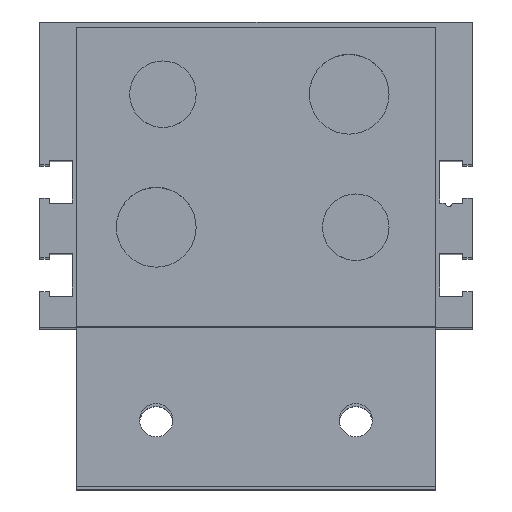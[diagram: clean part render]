
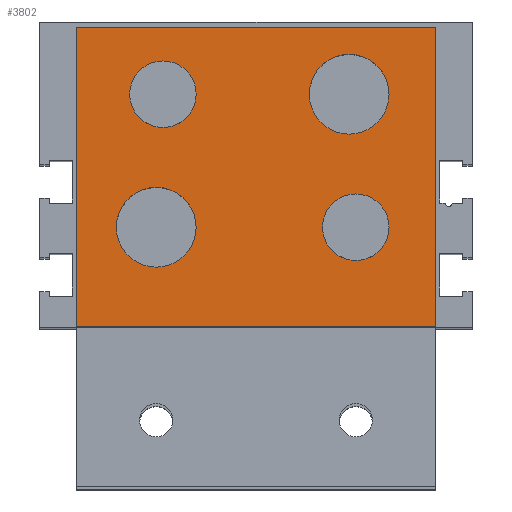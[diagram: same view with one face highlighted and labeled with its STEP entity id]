
A CAD part, top view. The second image highlights one B-rep face of the part: STEP entity #3802.
In plain terms, the highlighted planar face has unit normal (0, 0, 1).
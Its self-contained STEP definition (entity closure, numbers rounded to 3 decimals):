
#491 = CARTESIAN_POINT ( 'NONE',  ( -9., 12., 148. ) ) ;
#498 = CARTESIAN_POINT ( 'NONE',  ( -19., 12., 148. ) ) ;
#1002 = DIRECTION ( 'NONE',  ( 0., 0., 1. ) ) ;
#1003 = CARTESIAN_POINT ( 'NONE',  ( -15., -8., 148. ) ) ;
#1006 = AXIS2_PLACEMENT_3D ( 'NONE', #1003, #1002, #1009 ) ;
#1007 = CIRCLE ( 'NONE', #1006, 6. ) ;
#1009 = DIRECTION ( 'NONE',  ( 1., 0., 0. ) ) ;
#1342 = VERTEX_POINT ( 'NONE', #2112 ) ;
#1343 = VERTEX_POINT ( 'NONE', #2111 ) ;
#1344 = EDGE_CURVE ( 'NONE', #1343, #1342, #1899, .T. ) ;
#1575 = CIRCLE ( 'NONE', #1577, 5. ) ;
#1576 = CARTESIAN_POINT ( 'NONE',  ( 15., -8., 148. ) ) ;
#1577 = AXIS2_PLACEMENT_3D ( 'NONE', #1576, #1585, #1590 ) ;
#1582 = DIRECTION ( 'NONE',  ( 0., 0., 1. ) ) ;
#1583 = DIRECTION ( 'NONE',  ( 1., 0., 0. ) ) ;
#1584 = AXIS2_PLACEMENT_3D ( 'NONE', #1586, #1582, #1583 ) ;
#1585 = DIRECTION ( 'NONE',  ( 0., 0., 1. ) ) ;
#1586 = CARTESIAN_POINT ( 'NONE',  ( -14., 12., 148. ) ) ;
#1587 = CIRCLE ( 'NONE', #1584, 5. ) ;
#1590 = DIRECTION ( 'NONE',  ( 1., 0., 0. ) ) ;
#1611 = CARTESIAN_POINT ( 'NONE',  ( -15., -8., 148. ) ) ;
#1612 = CIRCLE ( 'NONE', #1617, 6. ) ;
#1613 = DIRECTION ( 'NONE',  ( 1., 0., 0. ) ) ;
#1617 = AXIS2_PLACEMENT_3D ( 'NONE', #1611, #1619, #1613 ) ;
#1619 = DIRECTION ( 'NONE',  ( 0., 0., 1. ) ) ;
#1669 = DIRECTION ( 'NONE',  ( 0., 1., 0. ) ) ;
#1670 = VECTOR ( 'NONE', #1669, 1000. ) ;
#1671 = CARTESIAN_POINT ( 'NONE',  ( 27., 22., 148. ) ) ;
#1672 = LINE ( 'NONE', #1671, #1670 ) ;
#1674 = DIRECTION ( 'NONE',  ( -1., 0., 0. ) ) ;
#1675 = VECTOR ( 'NONE', #1674, 1000. ) ;
#1676 = CARTESIAN_POINT ( 'NONE',  ( -27., -23., 148. ) ) ;
#1677 = LINE ( 'NONE', #1676, #1675 ) ;
#1680 = FACE_BOUND ( 'NONE', #3803, .T. ) ;
#1682 = CARTESIAN_POINT ( 'NONE',  ( -27., -47., 148. ) ) ;
#1683 = PLANE ( 'NONE',  #1685 ) ;
#1684 = CARTESIAN_POINT ( 'NONE',  ( -27., -23., 148. ) ) ;
#1685 = AXIS2_PLACEMENT_3D ( 'NONE', #1682, #1688, #1687 ) ;
#1686 = CARTESIAN_POINT ( 'NONE',  ( 27., 22., 148. ) ) ;
#1687 = DIRECTION ( 'NONE',  ( 1., 0., 0. ) ) ;
#1688 = DIRECTION ( 'NONE',  ( 0., 0., 1. ) ) ;
#1689 = FACE_BOUND ( 'NONE', #3825, .T. ) ;
#1690 = FACE_BOUND ( 'NONE', #3847, .T. ) ;
#1691 = FACE_OUTER_BOUND ( 'NONE', #3813, .T. ) ;
#1692 = FACE_BOUND ( 'NONE', #3812, .T. ) ;
#1695 = DIRECTION ( 'NONE',  ( 1., 0., 0. ) ) ;
#1696 = CIRCLE ( 'NONE', #1706, 6. ) ;
#1699 = CARTESIAN_POINT ( 'NONE',  ( 14., 12., 148. ) ) ;
#1700 = CARTESIAN_POINT ( 'NONE',  ( 27., -23., 148. ) ) ;
#1701 = DIRECTION ( 'NONE',  ( -1., 0., 0. ) ) ;
#1702 = VECTOR ( 'NONE', #1701, 1000. ) ;
#1703 = CARTESIAN_POINT ( 'NONE',  ( -27., 22., 148. ) ) ;
#1704 = LINE ( 'NONE', #1703, #1702 ) ;
#1706 = AXIS2_PLACEMENT_3D ( 'NONE', #1699, #1707, #1695 ) ;
#1707 = DIRECTION ( 'NONE',  ( 0., 0., 1. ) ) ;
#1729 = CARTESIAN_POINT ( 'NONE',  ( -27., 22., 148. ) ) ;
#1741 = DIRECTION ( 'NONE',  ( 1., 0., 0. ) ) ;
#1742 = DIRECTION ( 'NONE',  ( 0., 0., 1. ) ) ;
#1743 = CARTESIAN_POINT ( 'NONE',  ( -14., 12., 148. ) ) ;
#1744 = AXIS2_PLACEMENT_3D ( 'NONE', #1743, #1742, #1741 ) ;
#1745 = CIRCLE ( 'NONE', #1744, 5. ) ;
#1763 = DIRECTION ( 'NONE',  ( 0., -1., 0. ) ) ;
#1764 = VECTOR ( 'NONE', #1763, 1000. ) ;
#1765 = CARTESIAN_POINT ( 'NONE',  ( -27., 22., 148. ) ) ;
#1766 = LINE ( 'NONE', #1765, #1764 ) ;
#1899 = CIRCLE ( 'NONE', #1918, 5. ) ;
#1918 = AXIS2_PLACEMENT_3D ( 'NONE', #1919, #1922, #1920 ) ;
#1919 = CARTESIAN_POINT ( 'NONE',  ( 15., -8., 148. ) ) ;
#1920 = DIRECTION ( 'NONE',  ( 1., 0., 0. ) ) ;
#1922 = DIRECTION ( 'NONE',  ( 0., 0., 1. ) ) ;
#2111 = CARTESIAN_POINT ( 'NONE',  ( 20., -8., 148. ) ) ;
#2112 = CARTESIAN_POINT ( 'NONE',  ( 10., -8., 148. ) ) ;
#2523 = VERTEX_POINT ( 'NONE', #3728 ) ;
#2897 = VERTEX_POINT ( 'NONE', #3482 ) ;
#2898 = VERTEX_POINT ( 'NONE', #3491 ) ;
#2939 = EDGE_CURVE ( 'NONE', #2948, #2523, #3561, .T. ) ;
#2948 = VERTEX_POINT ( 'NONE', #3660 ) ;
#3002 = EDGE_CURVE ( 'NONE', #2897, #2898, #1007, .T. ) ;
#3363 = EDGE_CURVE ( 'NONE', #4256, #4273, #1587, .T. ) ;
#3482 = CARTESIAN_POINT ( 'NONE',  ( -21., -8., 148. ) ) ;
#3491 = CARTESIAN_POINT ( 'NONE',  ( -9., -8., 148. ) ) ;
#3557 = DIRECTION ( 'NONE',  ( 1., 0., 0. ) ) ;
#3558 = DIRECTION ( 'NONE',  ( 0., 0., 1. ) ) ;
#3559 = CARTESIAN_POINT ( 'NONE',  ( 14., 12., 148. ) ) ;
#3560 = AXIS2_PLACEMENT_3D ( 'NONE', #3559, #3558, #3557 ) ;
#3561 = CIRCLE ( 'NONE', #3560, 6. ) ;
#3660 = CARTESIAN_POINT ( 'NONE',  ( 8., 12., 148. ) ) ;
#3728 = CARTESIAN_POINT ( 'NONE',  ( 20., 12., 148. ) ) ;
#3782 = EDGE_CURVE ( 'NONE', #2898, #2897, #1612, .T. ) ;
#3802 = ADVANCED_FACE ( 'NONE', ( #1680, #1692, #1691, #1690, #1689 ), #1683, .T. ) ;
#3803 = EDGE_LOOP ( 'NONE', ( #3811, #3816 ) ) ;
#3804 = VERTEX_POINT ( 'NONE', #1686 ) ;
#3805 = VERTEX_POINT ( 'NONE', #1684 ) ;
#3806 = EDGE_CURVE ( 'NONE', #3810, #3805, #1677, .T. ) ;
#3807 = ORIENTED_EDGE ( 'NONE', *, *, #3806, .F. ) ;
#3808 = ORIENTED_EDGE ( 'NONE', *, *, #3809, .T. ) ;
#3809 = EDGE_CURVE ( 'NONE', #3810, #3804, #1672, .T. ) ;
#3810 = VERTEX_POINT ( 'NONE', #1700 ) ;
#3811 = ORIENTED_EDGE ( 'NONE', *, *, #3782, .F. ) ;
#3812 = EDGE_LOOP ( 'NONE', ( #3814, #3815 ) ) ;
#3813 = EDGE_LOOP ( 'NONE', ( #3807, #3808, #3828, #3841 ) ) ;
#3814 = ORIENTED_EDGE ( 'NONE', *, *, #3817, .F. ) ;
#3815 = ORIENTED_EDGE ( 'NONE', *, *, #2939, .F. ) ;
#3816 = ORIENTED_EDGE ( 'NONE', *, *, #3002, .F. ) ;
#3817 = EDGE_CURVE ( 'NONE', #2523, #2948, #1696, .T. ) ;
#3825 = EDGE_LOOP ( 'NONE', ( #3846, #3867 ) ) ;
#3828 = ORIENTED_EDGE ( 'NONE', *, *, #3839, .T. ) ;
#3839 = EDGE_CURVE ( 'NONE', #3804, #3854, #1704, .T. ) ;
#3840 = EDGE_CURVE ( 'NONE', #1342, #1343, #1575, .T. ) ;
#3841 = ORIENTED_EDGE ( 'NONE', *, *, #3862, .T. ) ;
#3845 = EDGE_CURVE ( 'NONE', #4273, #4256, #1745, .T. ) ;
#3846 = ORIENTED_EDGE ( 'NONE', *, *, #3845, .F. ) ;
#3847 = EDGE_LOOP ( 'NONE', ( #3849, #3857 ) ) ;
#3849 = ORIENTED_EDGE ( 'NONE', *, *, #3840, .F. ) ;
#3854 = VERTEX_POINT ( 'NONE', #1729 ) ;
#3857 = ORIENTED_EDGE ( 'NONE', *, *, #1344, .F. ) ;
#3862 = EDGE_CURVE ( 'NONE', #3854, #3805, #1766, .T. ) ;
#3867 = ORIENTED_EDGE ( 'NONE', *, *, #3363, .F. ) ;
#4256 = VERTEX_POINT ( 'NONE', #491 ) ;
#4273 = VERTEX_POINT ( 'NONE', #498 ) ;
